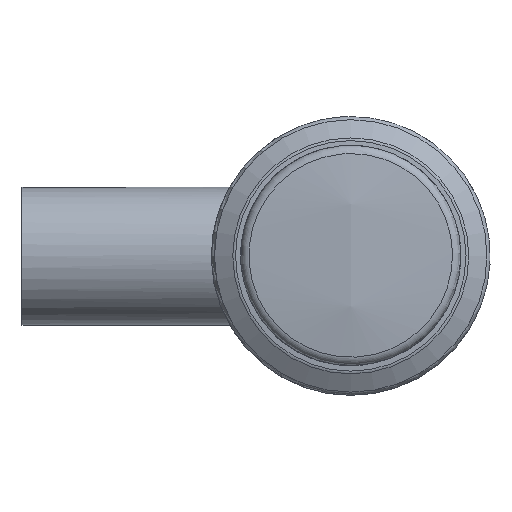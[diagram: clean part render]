
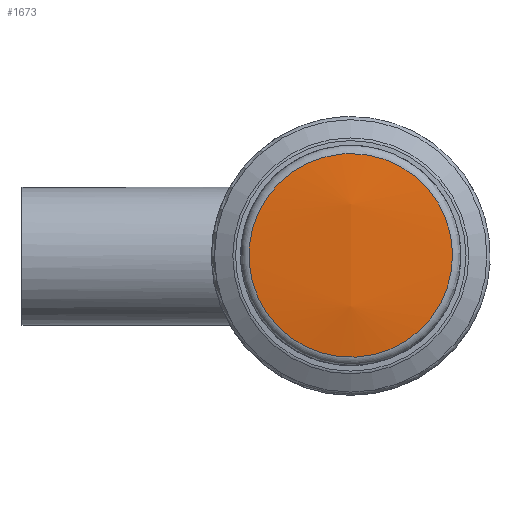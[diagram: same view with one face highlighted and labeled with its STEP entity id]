
A CAD part, top view. The second image highlights one B-rep face of the part: STEP entity #1673.
In plain terms, the highlighted spherical face has radius 99 mm.
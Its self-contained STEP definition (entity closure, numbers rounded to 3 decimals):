
#12=SPHERICAL_SURFACE($,#1872,99.);
#419=FACE_OUTER_BOUND($,#542,.T.);
#542=EDGE_LOOP($,(#1391));
#607=CIRCLE($,#1746,15.485);
#740=VERTEX_POINT($,#2665);
#901=EDGE_CURVE($,#740,#740,#607,.T.);
#1391=ORIENTED_EDGE($,*,*,#901,.F.);
#1673=ADVANCED_FACE($,(#419),#12,.T.);
#1746=AXIS2_PLACEMENT_3D($,#2666,#2012,#2013);
#1872=AXIS2_PLACEMENT_3D($,#2922,#2312,#2313);
#2012=DIRECTION('center_axis',(0.,0.,-1.));
#2013=DIRECTION('ref_axis',(0.,-1.,0.));
#2312=DIRECTION('center_axis',(-1.,0.,0.));
#2313=DIRECTION('ref_axis',(0.,0.,1.));
#2665=CARTESIAN_POINT('',(50.,15.485,73.782));
#2666=CARTESIAN_POINT('Origin',(50.,0.,73.782));
#2922=CARTESIAN_POINT('Origin',(50.,0.,-24.));
